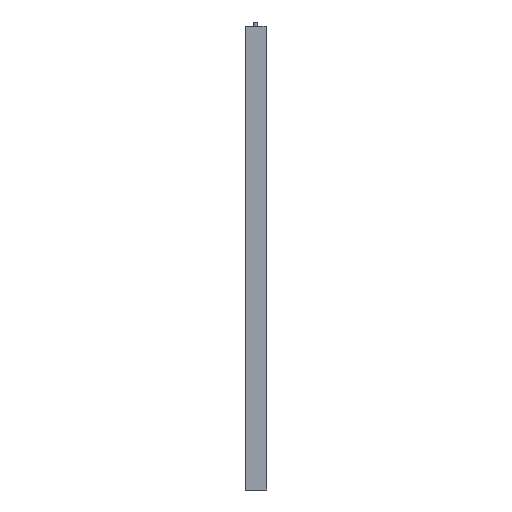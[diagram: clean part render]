
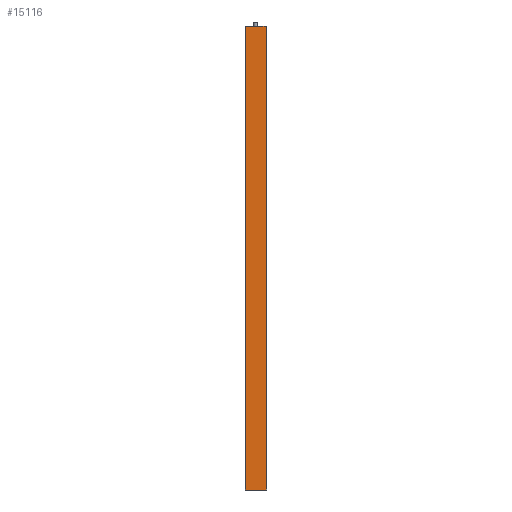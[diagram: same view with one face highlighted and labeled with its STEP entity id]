
A CAD part, left-side view. The second image highlights one B-rep face of the part: STEP entity #15116.
In plain terms, the highlighted planar face has unit normal (-1, 0.024, 0).
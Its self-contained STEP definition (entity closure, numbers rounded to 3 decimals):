
#1506 = LINE ( 'NONE', #9798, #14337 ) ;
#2006 = DIRECTION ( 'NONE',  ( 0., 0., -1. ) ) ;
#2611 = LINE ( 'NONE', #12931, #32161 ) ;
#3914 = CARTESIAN_POINT ( 'NONE',  ( -6.227, 36.312, 0. ) ) ;
#4609 = ORIENTED_EDGE ( 'NONE', *, *, #29990, .T. ) ;
#9028 = ORIENTED_EDGE ( 'NONE', *, *, #27884, .T. ) ;
#9330 = VERTEX_POINT ( 'NONE', #32716 ) ;
#9599 = EDGE_CURVE ( 'NONE', #9330, #16110, #17456, .T. ) ;
#9798 = CARTESIAN_POINT ( 'NONE',  ( -7.102, -0.281, 834. ) ) ;
#10246 = PLANE ( 'NONE',  #15542 ) ;
#10751 = DIRECTION ( 'NONE',  ( 0.024, 1., 0. ) ) ;
#12163 = VECTOR ( 'NONE', #21872, 1000. ) ;
#12771 = FACE_OUTER_BOUND ( 'NONE', #24735, .T. ) ;
#12931 = CARTESIAN_POINT ( 'NONE',  ( -7.102, -0.281, 0. ) ) ;
#14337 = VECTOR ( 'NONE', #2006, 1000. ) ;
#15116 = ADVANCED_FACE ( 'NONE', ( #12771 ), #10246, .F. ) ;
#15542 = AXIS2_PLACEMENT_3D ( 'NONE', #15966, #30684, #10751 ) ;
#15966 = CARTESIAN_POINT ( 'NONE',  ( -7.102, -0.281, 834. ) ) ;
#16110 = VERTEX_POINT ( 'NONE', #30870 ) ;
#17456 = LINE ( 'NONE', #28111, #32564 ) ;
#17652 = DIRECTION ( 'NONE',  ( -0.024, -1., 0. ) ) ;
#21872 = DIRECTION ( 'NONE',  ( 0., 0., -1. ) ) ;
#23036 = DIRECTION ( 'NONE',  ( -0.024, -1., 0. ) ) ;
#23417 = VERTEX_POINT ( 'NONE', #27517 ) ;
#24735 = EDGE_LOOP ( 'NONE', ( #4609, #32648, #25702, #9028 ) ) ;
#25278 = VERTEX_POINT ( 'NONE', #3914 ) ;
#25658 = EDGE_CURVE ( 'NONE', #16110, #23417, #1506, .T. ) ;
#25702 = ORIENTED_EDGE ( 'NONE', *, *, #9599, .F. ) ;
#27517 = CARTESIAN_POINT ( 'NONE',  ( -7.102, -0.281, 0. ) ) ;
#27884 = EDGE_CURVE ( 'NONE', #9330, #25278, #29488, .T. ) ;
#28111 = CARTESIAN_POINT ( 'NONE',  ( -7.102, -0.281, 834. ) ) ;
#29488 = LINE ( 'NONE', #29660, #12163 ) ;
#29660 = CARTESIAN_POINT ( 'NONE',  ( -6.227, 36.312, 834. ) ) ;
#29990 = EDGE_CURVE ( 'NONE', #25278, #23417, #2611, .T. ) ;
#30684 = DIRECTION ( 'NONE',  ( 1., -0.024, 0. ) ) ;
#30870 = CARTESIAN_POINT ( 'NONE',  ( -7.102, -0.281, 834. ) ) ;
#32161 = VECTOR ( 'NONE', #17652, 1000. ) ;
#32564 = VECTOR ( 'NONE', #23036, 1000. ) ;
#32648 = ORIENTED_EDGE ( 'NONE', *, *, #25658, .F. ) ;
#32716 = CARTESIAN_POINT ( 'NONE',  ( -6.227, 36.312, 834. ) ) ;
